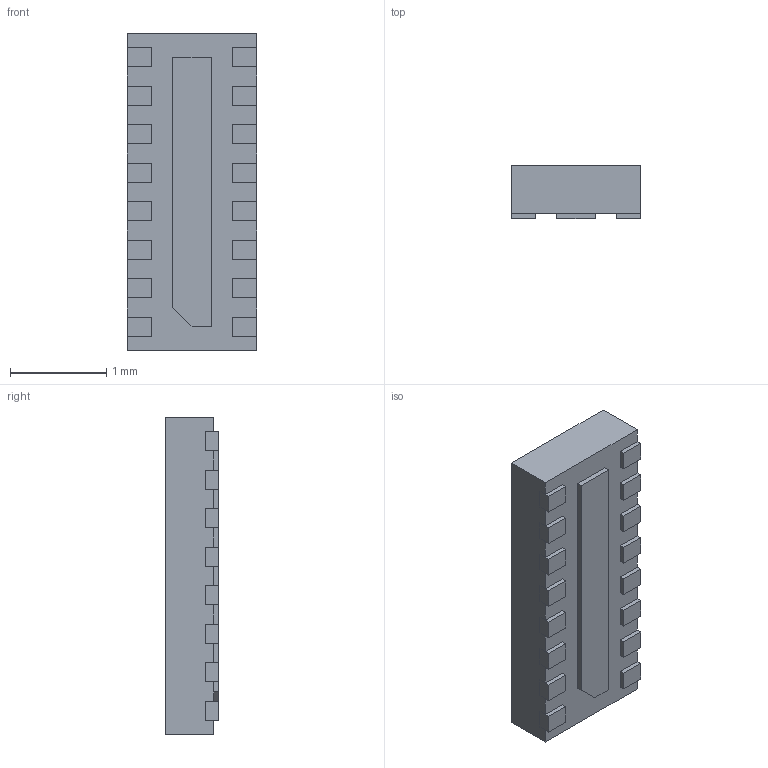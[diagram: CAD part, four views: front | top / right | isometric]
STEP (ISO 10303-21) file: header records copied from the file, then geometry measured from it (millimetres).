
FILE_DESCRIPTION (( 'STEP AP214' ), '1' );
FILE_NAME ('517BE.STEP', '2024-05-08T13:13:15', ( 'LENOVO' ), ( '' ), 'SwSTEP 2.0', 'SolidWorks 2021', '' );
FILE_SCHEMA (( 'AUTOMOTIVE_DESIGN' ));
Length unit declared in the file: millimetre
Products named in the file (2): 517BE_517BE; 517BE
Assembly tree (1 placements, depth 2):
  517BE
    517BE_517BE
Bounding box: 1.35 x 0.55 x 3.3 mm (x, y, z)
Volume: 2.3 mm3; surface area: 21.4 mm2
Topology: 19 solids, 19 shells, 186 faces, 438 edges, 292 vertices
Faces by surface type: plane 182, cylinder 4
Entity records: 5458 total; most frequent: CARTESIAN_POINT 920, ORIENTED_EDGE 876, DIRECTION 826, EDGE_CURVE 438, LINE 430, VECTOR 430, VERTEX_POINT 292, AXIS2_PLACEMENT_3D 198
